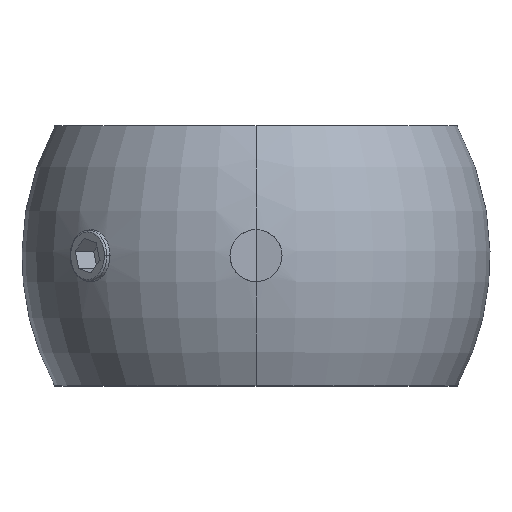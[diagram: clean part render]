
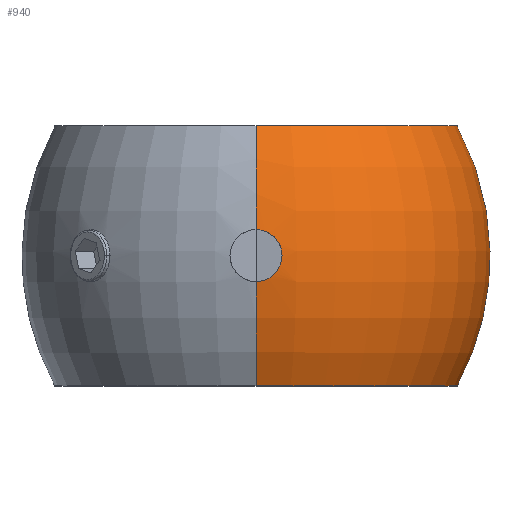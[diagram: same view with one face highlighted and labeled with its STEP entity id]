
A CAD part, top view. The second image highlights one B-rep face of the part: STEP entity #940.
In plain terms, the highlighted toroidal (fillet/blend) face has major radius 4.505 mm and minor radius 31.505 mm.
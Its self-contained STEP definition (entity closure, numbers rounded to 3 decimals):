
#21 = DIRECTION ( 'NONE',  ( 0., 0., -1. ) ) ;
#27 = DIRECTION ( 'NONE',  ( 0., 0., -1. ) ) ;
#68 = CARTESIAN_POINT ( 'NONE',  ( 0., 15., 0. ) ) ;
#73 = AXIS2_PLACEMENT_3D ( 'NONE', #791, #532, #21 ) ;
#91 = EDGE_CURVE ( 'NONE', #1558, #105, #381, .T. ) ;
#105 = VERTEX_POINT ( 'NONE', #149 ) ;
#129 = VERTEX_POINT ( 'NONE', #457 ) ;
#149 = CARTESIAN_POINT ( 'NONE',  ( 0., 18., 26.857 ) ) ;
#152 = AXIS2_PLACEMENT_3D ( 'NONE', #1159, #1755, #244 ) ;
#244 = DIRECTION ( 'NONE',  ( 0., 0., -1. ) ) ;
#263 = VERTEX_POINT ( 'NONE', #815 ) ;
#278 = CARTESIAN_POINT ( 'NONE',  ( 2.259, 16.984, 26.843 ) ) ;
#293 = CARTESIAN_POINT ( 'NONE',  ( 3., 15.198, 26.833 ) ) ;
#309 = EDGE_CURVE ( 'NONE', #129, #354, #556, .T. ) ;
#335 = DIRECTION ( 'NONE',  ( 0., -1., 0. ) ) ;
#349 = EDGE_CURVE ( 'NONE', #1133, #1569, #1530, .T. ) ;
#354 = VERTEX_POINT ( 'NONE', #1566 ) ;
#379 = CARTESIAN_POINT ( 'NONE',  ( 1.328, 12.303, 26.852 ) ) ;
#381 = B_SPLINE_CURVE_WITH_KNOTS ( 'NONE', 3,
 ( #1823, #293, #422, #1681, #927, #610, #1045, #1953, #278, #895, #761, #736, #585, #1207, #1808, #1228, #1058, #1666 ),
 .UNSPECIFIED., .F., .F.,
 ( 4, 2, 2, 2, 2, 2, 2, 2, 4 ),
 ( 0.007, 0.008, 0.008, 0.009, 0.009, 0.01, 0.011, 0.011, 0.012 ),
 .UNSPECIFIED. ) ;
#383 = DIRECTION ( 'NONE',  ( 0., 0., -1. ) ) ;
#422 = CARTESIAN_POINT ( 'NONE',  ( 2.981, 15.393, 26.833 ) ) ;
#457 = CARTESIAN_POINT ( 'NONE',  ( 0., 30., -23.2 ) ) ;
#469 = AXIS2_PLACEMENT_3D ( 'NONE', #1704, #335, #1403 ) ;
#532 = DIRECTION ( 'NONE',  ( 0., -1., 0. ) ) ;
#551 = CARTESIAN_POINT ( 'NONE',  ( 0., 0., -23.2 ) ) ;
#554 = CARTESIAN_POINT ( 'NONE',  ( 1.982, 12.74, 26.846 ) ) ;
#556 = CIRCLE ( 'NONE', #73, 23.2 ) ;
#583 = CARTESIAN_POINT ( 'NONE',  ( 0., 0., 23.2 ) ) ;
#585 = CARTESIAN_POINT ( 'NONE',  ( 1.328, 17.697, 26.852 ) ) ;
#605 = CARTESIAN_POINT ( 'NONE',  ( 3., 14.802, 26.833 ) ) ;
#607 = EDGE_CURVE ( 'NONE', #263, #1558, #918, .T. ) ;
#610 = CARTESIAN_POINT ( 'NONE',  ( 2.696, 16.331, 26.837 ) ) ;
#683 = DIRECTION ( 'NONE',  ( 0., -1., 0. ) ) ;
#687 = CIRCLE ( 'NONE', #1849, 31.505 ) ;
#696 = CARTESIAN_POINT ( 'NONE',  ( 0.39, 12.019, 26.857 ) ) ;
#705 = CARTESIAN_POINT ( 'NONE',  ( 0., 12., 26.857 ) ) ;
#736 = CARTESIAN_POINT ( 'NONE',  ( 1.503, 17.604, 26.851 ) ) ;
#740 = CARTESIAN_POINT ( 'NONE',  ( 2.696, 13.669, 26.837 ) ) ;
#760 = AXIS2_PLACEMENT_3D ( 'NONE', #797, #1408, #27 ) ;
#761 = CARTESIAN_POINT ( 'NONE',  ( 1.831, 17.385, 26.848 ) ) ;
#791 = CARTESIAN_POINT ( 'NONE',  ( 0., 30., 0. ) ) ;
#797 = CARTESIAN_POINT ( 'NONE',  ( 0., 15., -4.505 ) ) ;
#815 = CARTESIAN_POINT ( 'NONE',  ( 0., 12., 26.857 ) ) ;
#840 = FACE_OUTER_BOUND ( 'NONE', #1395, .T. ) ;
#895 = CARTESIAN_POINT ( 'NONE',  ( 1.982, 17.261, 26.846 ) ) ;
#906 = CARTESIAN_POINT ( 'NONE',  ( 3., 15., 26.833 ) ) ;
#911 = CARTESIAN_POINT ( 'NONE',  ( 3., 15., 26.833 ) ) ;
#918 = B_SPLINE_CURVE_WITH_KNOTS ( 'NONE', 3,
 ( #705, #1322, #696, #1752, #1924, #379, #1000, #1604, #554, #1177, #1026, #1242, #740, #1520, #1846, #1969, #605, #911 ),
 .UNSPECIFIED., .F., .F.,
 ( 4, 2, 2, 2, 2, 2, 2, 2, 4 ),
 ( 0.002, 0.003, 0.004, 0.004, 0.005, 0.005, 0.006, 0.006, 0.007 ),
 .UNSPECIFIED. ) ;
#927 = CARTESIAN_POINT ( 'NONE',  ( 2.847, 15.967, 26.835 ) ) ;
#940 = ADVANCED_FACE ( 'NONE', ( #840 ), #1811, .T. ) ;
#984 = EDGE_CURVE ( 'NONE', #263, #1569, #1876, .T. ) ;
#1000 = CARTESIAN_POINT ( 'NONE',  ( 1.503, 12.396, 26.851 ) ) ;
#1026 = CARTESIAN_POINT ( 'NONE',  ( 2.386, 13.171, 26.842 ) ) ;
#1045 = CARTESIAN_POINT ( 'NONE',  ( 2.604, 16.503, 26.839 ) ) ;
#1058 = CARTESIAN_POINT ( 'NONE',  ( 0.196, 18., 26.857 ) ) ;
#1123 = ORIENTED_EDGE ( 'NONE', *, *, #1585, .F. ) ;
#1133 = VERTEX_POINT ( 'NONE', #551 ) ;
#1136 = ORIENTED_EDGE ( 'NONE', *, *, #349, .F. ) ;
#1159 = CARTESIAN_POINT ( 'NONE',  ( 0., 15., -4.505 ) ) ;
#1177 = CARTESIAN_POINT ( 'NONE',  ( 2.259, 13.016, 26.843 ) ) ;
#1207 = CARTESIAN_POINT ( 'NONE',  ( 0.967, 17.847, 26.854 ) ) ;
#1228 = CARTESIAN_POINT ( 'NONE',  ( 0.39, 17.981, 26.857 ) ) ;
#1242 = CARTESIAN_POINT ( 'NONE',  ( 2.604, 13.497, 26.839 ) ) ;
#1322 = CARTESIAN_POINT ( 'NONE',  ( 0.196, 12., 26.857 ) ) ;
#1326 = DIRECTION ( 'NONE',  ( 0., 0., 1. ) ) ;
#1395 = EDGE_LOOP ( 'NONE', ( #1588, #1802, #1597, #1850, #1689, #1136, #1123 ) ) ;
#1399 = CIRCLE ( 'NONE', #760, 31.505 ) ;
#1403 = DIRECTION ( 'NONE',  ( 0., 0., -1. ) ) ;
#1408 = DIRECTION ( 'NONE',  ( 1., 0., 0. ) ) ;
#1430 = AXIS2_PLACEMENT_3D ( 'NONE', #68, #683, #383 ) ;
#1488 = DIRECTION ( 'NONE',  ( -1., 0., 0. ) ) ;
#1520 = CARTESIAN_POINT ( 'NONE',  ( 2.847, 14.033, 26.835 ) ) ;
#1530 = CIRCLE ( 'NONE', #469, 23.2 ) ;
#1558 = VERTEX_POINT ( 'NONE', #906 ) ;
#1566 = CARTESIAN_POINT ( 'NONE',  ( 0., 30., 23.2 ) ) ;
#1569 = VERTEX_POINT ( 'NONE', #583 ) ;
#1585 = EDGE_CURVE ( 'NONE', #129, #1133, #687, .T. ) ;
#1588 = ORIENTED_EDGE ( 'NONE', *, *, #309, .T. ) ;
#1597 = ORIENTED_EDGE ( 'NONE', *, *, #91, .F. ) ;
#1604 = CARTESIAN_POINT ( 'NONE',  ( 1.831, 12.615, 26.848 ) ) ;
#1638 = CARTESIAN_POINT ( 'NONE',  ( 0., 15., 4.505 ) ) ;
#1666 = CARTESIAN_POINT ( 'NONE',  ( 0., 18., 26.857 ) ) ;
#1681 = CARTESIAN_POINT ( 'NONE',  ( 2.904, 15.777, 26.834 ) ) ;
#1689 = ORIENTED_EDGE ( 'NONE', *, *, #984, .T. ) ;
#1704 = CARTESIAN_POINT ( 'NONE',  ( 0., 0., 0. ) ) ;
#1752 = CARTESIAN_POINT ( 'NONE',  ( 0.778, 12.096, 26.855 ) ) ;
#1755 = DIRECTION ( 'NONE',  ( 1., 0., 0. ) ) ;
#1802 = ORIENTED_EDGE ( 'NONE', *, *, #1928, .T. ) ;
#1808 = CARTESIAN_POINT ( 'NONE',  ( 0.778, 17.904, 26.855 ) ) ;
#1811 = TOROIDAL_SURFACE ( 'NONE', #1430, -4.505, 31.505 ) ;
#1823 = CARTESIAN_POINT ( 'NONE',  ( 3., 15., 26.833 ) ) ;
#1846 = CARTESIAN_POINT ( 'NONE',  ( 2.904, 14.223, 26.834 ) ) ;
#1849 = AXIS2_PLACEMENT_3D ( 'NONE', #1638, #1488, #1326 ) ;
#1850 = ORIENTED_EDGE ( 'NONE', *, *, #607, .F. ) ;
#1876 = CIRCLE ( 'NONE', #152, 31.505 ) ;
#1924 = CARTESIAN_POINT ( 'NONE',  ( 0.967, 12.153, 26.854 ) ) ;
#1928 = EDGE_CURVE ( 'NONE', #354, #105, #1399, .T. ) ;
#1953 = CARTESIAN_POINT ( 'NONE',  ( 2.386, 16.829, 26.842 ) ) ;
#1969 = CARTESIAN_POINT ( 'NONE',  ( 2.981, 14.607, 26.833 ) ) ;
